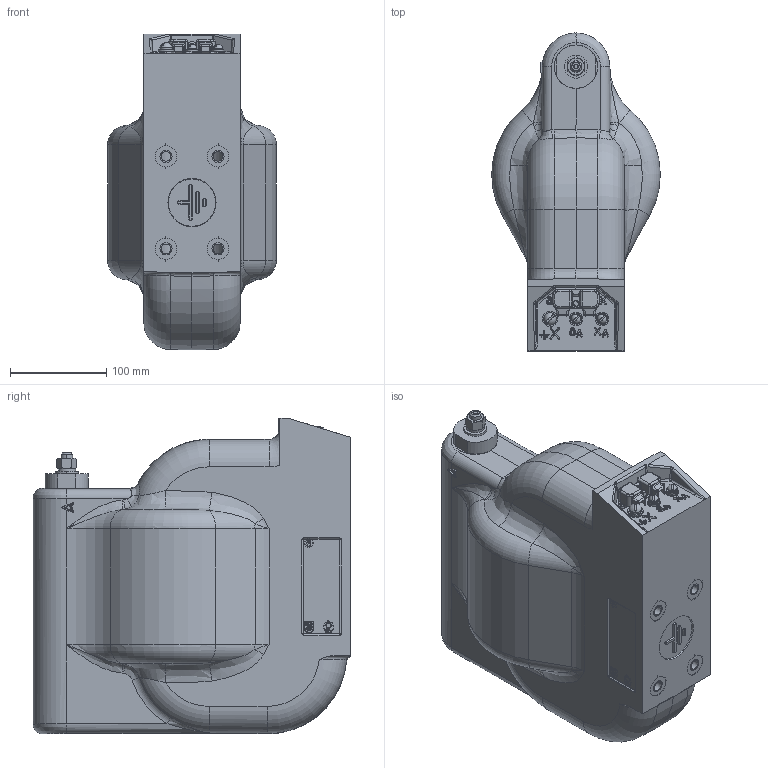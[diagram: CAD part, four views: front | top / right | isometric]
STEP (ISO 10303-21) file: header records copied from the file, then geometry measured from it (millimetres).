
FILE_DESCRIPTION (( 'STEP AP203' ), '1' );
FILE_NAME ('ﾇﾍﾎﾋﾏ.STEP', '2013-03-13T04:59:54', ( '' ), ( '' ), 'SwSTEP 2.0', 'SolidWorks 2010', '' );
FILE_SCHEMA (( 'CONFIG_CONTROL_DESIGN' ));
Length unit declared in the file: millimetre
Products named in the file (1): ﾇﾍﾎﾋﾏ
Bounding box: 174.99 x 330 x 328 mm (x, y, z)
Surface area: 307294.9 mm2 (no closed solid volume)
Topology: 0 solids, 41 shells, 508 faces, 1581 edges, 1090 vertices
Faces by surface type: plane 184, cylinder 101, bspline 101, cone 70, torus 34, sphere 18
Entity records: 22103 total; most frequent: CARTESIAN_POINT 8889, DIRECTION 2655, ORIENTED_EDGE 2584, EDGE_CURVE 1575, VERTEX_POINT 1090, AXIS2_PLACEMENT_3D 993, LINE 669, VECTOR 669
